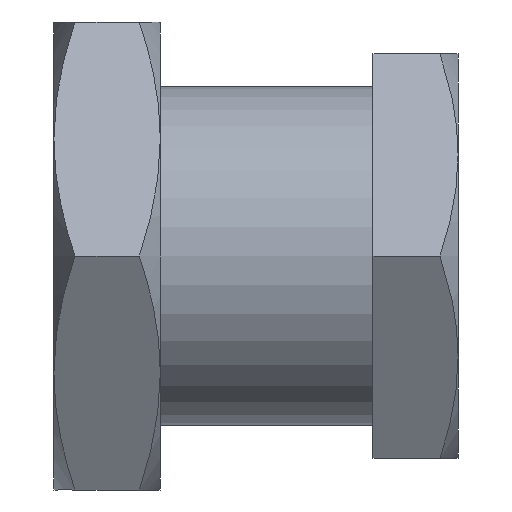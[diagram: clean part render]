
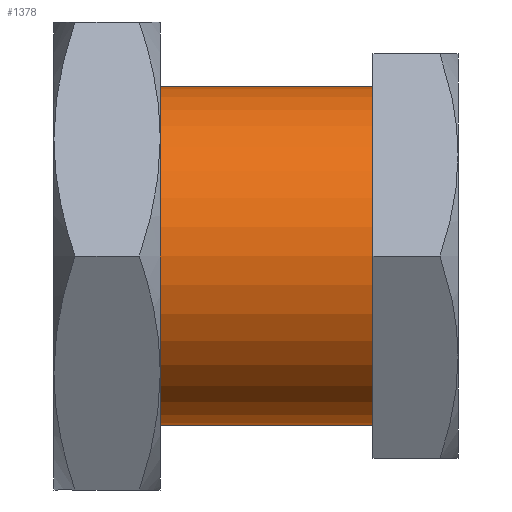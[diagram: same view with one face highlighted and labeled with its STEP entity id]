
A CAD part, left-side view. The second image highlights one B-rep face of the part: STEP entity #1378.
In plain terms, the highlighted cylindrical face has radius 7.95 mm (diameter 15.9 mm), a partial arc.
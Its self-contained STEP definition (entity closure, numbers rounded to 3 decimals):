
#1 = EDGE_CURVE ( 'NONE', #737, #473, #1881, .T. ) ;
#60 = CARTESIAN_POINT ( 'NONE',  ( 0., 16.181, 7.95 ) ) ;
#119 = CYLINDRICAL_SURFACE ( 'NONE', #1846, 7.95 ) ;
#124 = DIRECTION ( 'NONE',  ( 0., 0., -1. ) ) ;
#246 = CARTESIAN_POINT ( 'NONE',  ( 0., 4., 7.95 ) ) ;
#254 = VECTOR ( 'NONE', #287, 1000. ) ;
#287 = DIRECTION ( 'NONE',  ( 0., -1., 0. ) ) ;
#289 = VERTEX_POINT ( 'NONE', #60 ) ;
#410 = LINE ( 'NONE', #576, #254 ) ;
#413 = FACE_OUTER_BOUND ( 'NONE', #1700, .T. ) ;
#445 = ORIENTED_EDGE ( 'NONE', *, *, #771, .T. ) ;
#473 = VERTEX_POINT ( 'NONE', #897 ) ;
#557 = CARTESIAN_POINT ( 'NONE',  ( 0., 0., 0. ) ) ;
#576 = CARTESIAN_POINT ( 'NONE',  ( 0., 0., -7.95 ) ) ;
#737 = VERTEX_POINT ( 'NONE', #246 ) ;
#762 = CARTESIAN_POINT ( 'NONE',  ( 0., 0., 7.95 ) ) ;
#771 = EDGE_CURVE ( 'NONE', #289, #889, #1264, .T. ) ;
#797 = CARTESIAN_POINT ( 'NONE',  ( 0., 16.181, 0. ) ) ;
#889 = VERTEX_POINT ( 'NONE', #1176 ) ;
#897 = CARTESIAN_POINT ( 'NONE',  ( 0., 4., -7.95 ) ) ;
#1176 = CARTESIAN_POINT ( 'NONE',  ( 0., 16.181, -7.95 ) ) ;
#1205 = AXIS2_PLACEMENT_3D ( 'NONE', #797, #1420, #124 ) ;
#1239 = DIRECTION ( 'NONE',  ( 0., -1., 0. ) ) ;
#1264 = CIRCLE ( 'NONE', #1205, 7.95 ) ;
#1327 = EDGE_CURVE ( 'NONE', #289, #737, #1590, .T. ) ;
#1367 = EDGE_CURVE ( 'NONE', #889, #473, #410, .T. ) ;
#1378 = ADVANCED_FACE ( 'NONE', ( #413 ), #119, .T. ) ;
#1394 = ORIENTED_EDGE ( 'NONE', *, *, #1327, .F. ) ;
#1420 = DIRECTION ( 'NONE',  ( 0., -1., 0. ) ) ;
#1470 = DIRECTION ( 'NONE',  ( 0., -1., 0. ) ) ;
#1588 = VECTOR ( 'NONE', #1470, 1000. ) ;
#1590 = LINE ( 'NONE', #762, #1588 ) ;
#1600 = DIRECTION ( 'NONE',  ( 0., -1., 0. ) ) ;
#1614 = CARTESIAN_POINT ( 'NONE',  ( 0., 4., 0. ) ) ;
#1625 = DIRECTION ( 'NONE',  ( 0., 0., -1. ) ) ;
#1675 = ORIENTED_EDGE ( 'NONE', *, *, #1367, .T. ) ;
#1700 = EDGE_LOOP ( 'NONE', ( #1394, #445, #1675, #1836 ) ) ;
#1722 = DIRECTION ( 'NONE',  ( 0., 0., -1. ) ) ;
#1829 = AXIS2_PLACEMENT_3D ( 'NONE', #1614, #1600, #1625 ) ;
#1836 = ORIENTED_EDGE ( 'NONE', *, *, #1, .F. ) ;
#1846 = AXIS2_PLACEMENT_3D ( 'NONE', #557, #1239, #1722 ) ;
#1881 = CIRCLE ( 'NONE', #1829, 7.95 ) ;
